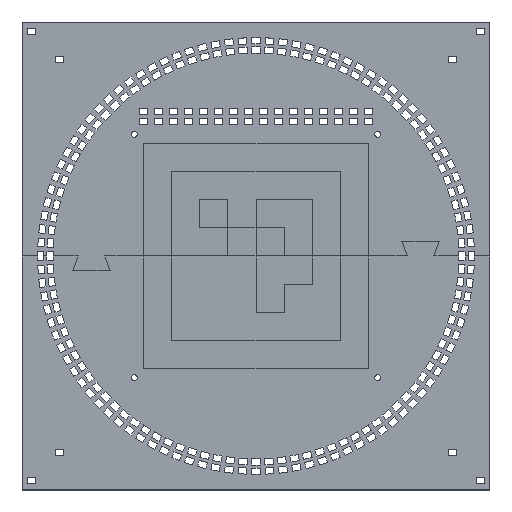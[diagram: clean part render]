
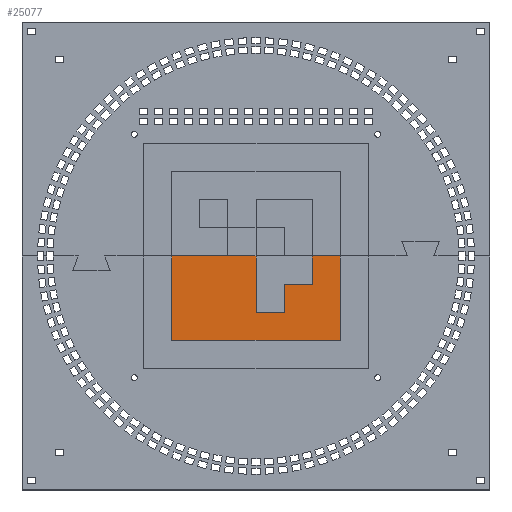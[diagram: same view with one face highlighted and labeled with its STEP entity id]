
A CAD part, top view. The second image highlights one B-rep face of the part: STEP entity #25077.
In plain terms, the highlighted planar face has unit normal (0, 0, 1).
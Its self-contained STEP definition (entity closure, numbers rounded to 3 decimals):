
#1227=FACE_OUTER_BOUND('',#2809,.T.);
#2809=EDGE_LOOP('',(#20661,#20662,#20663,#20664,#20665,#20666,#20667,#20668,
#20669,#20670));
#5386=LINE('',#36644,#8870);
#5392=LINE('',#36655,#8876);
#5393=LINE('',#36659,#8877);
#5397=LINE('',#36667,#8881);
#5400=LINE('',#36672,#8884);
#5403=LINE('',#36678,#8887);
#5421=LINE('',#36713,#8905);
#5422=LINE('',#36716,#8906);
#5431=LINE('',#36732,#8915);
#5432=LINE('',#36734,#8916);
#8870=VECTOR('',#30122,10.);
#8876=VECTOR('',#30130,10.);
#8877=VECTOR('',#30133,10.);
#8881=VECTOR('',#30139,10.);
#8884=VECTOR('',#30144,10.);
#8887=VECTOR('',#30151,10.);
#8905=VECTOR('',#30169,10.);
#8906=VECTOR('',#30172,10.);
#8915=VECTOR('',#30185,10.);
#8916=VECTOR('',#30188,10.);
#11699=VERTEX_POINT('',#36642);
#11700=VERTEX_POINT('',#36643);
#11704=VERTEX_POINT('',#36652);
#11705=VERTEX_POINT('',#36657);
#11706=VERTEX_POINT('',#36658);
#11709=VERTEX_POINT('',#36666);
#11711=VERTEX_POINT('',#36677);
#11728=VERTEX_POINT('',#36711);
#11729=VERTEX_POINT('',#36715);
#11734=VERTEX_POINT('',#36730);
#14682=EDGE_CURVE('',#11699,#11700,#5386,.T.);
#14688=EDGE_CURVE('',#11704,#11699,#5392,.T.);
#14689=EDGE_CURVE('',#11705,#11706,#5393,.T.);
#14693=EDGE_CURVE('',#11709,#11705,#5397,.T.);
#14696=EDGE_CURVE('',#11700,#11709,#5400,.T.);
#14699=EDGE_CURVE('',#11711,#11704,#5403,.T.);
#14717=EDGE_CURVE('',#11706,#11728,#5421,.T.);
#14718=EDGE_CURVE('',#11729,#11711,#5422,.T.);
#14727=EDGE_CURVE('',#11728,#11734,#5431,.T.);
#14728=EDGE_CURVE('',#11734,#11729,#5432,.T.);
#20661=ORIENTED_EDGE('',*,*,#14689,.T.);
#20662=ORIENTED_EDGE('',*,*,#14717,.T.);
#20663=ORIENTED_EDGE('',*,*,#14727,.T.);
#20664=ORIENTED_EDGE('',*,*,#14728,.T.);
#20665=ORIENTED_EDGE('',*,*,#14718,.T.);
#20666=ORIENTED_EDGE('',*,*,#14699,.T.);
#20667=ORIENTED_EDGE('',*,*,#14688,.T.);
#20668=ORIENTED_EDGE('',*,*,#14682,.T.);
#20669=ORIENTED_EDGE('',*,*,#14696,.T.);
#20670=ORIENTED_EDGE('',*,*,#14693,.T.);
#23882=PLANE('',#26289);
#25077=ADVANCED_FACE('',(#1227),#23882,.T.);
#26289=AXIS2_PLACEMENT_3D('',#37619,#30641,#30642);
#30122=DIRECTION('',(-1.,0.,0.));
#30130=DIRECTION('',(0.,-1.,0.));
#30133=DIRECTION('',(0.,1.,0.));
#30139=DIRECTION('',(-1.,0.,0.));
#30144=DIRECTION('',(0.,-1.,0.));
#30151=DIRECTION('',(-1.,0.,0.));
#30169=DIRECTION('',(-1.,0.,0.));
#30172=DIRECTION('',(0.,1.,0.));
#30185=DIRECTION('',(0.,-1.,0.));
#30188=DIRECTION('',(1.,0.,0.));
#30641=DIRECTION('center_axis',(0.,0.,1.));
#30642=DIRECTION('ref_axis',(1.,0.,0.));
#36642=CARTESIAN_POINT('',(155.,-140.,2.));
#36643=CARTESIAN_POINT('',(140.,-140.,2.));
#36644=CARTESIAN_POINT('',(140.,-140.,2.));
#36652=CARTESIAN_POINT('',(155.,-125.,2.));
#36655=CARTESIAN_POINT('',(155.,-110.,2.));
#36657=CARTESIAN_POINT('',(125.,-155.,2.));
#36658=CARTESIAN_POINT('',(125.,-125.,2.));
#36659=CARTESIAN_POINT('',(125.,-140.,2.));
#36666=CARTESIAN_POINT('',(140.,-155.,2.));
#36667=CARTESIAN_POINT('',(132.5,-155.,2.));
#36672=CARTESIAN_POINT('',(140.,-132.5,2.));
#36677=CARTESIAN_POINT('',(170.,-125.,2.));
#36678=CARTESIAN_POINT('',(84.588,-125.,2.));
#36711=CARTESIAN_POINT('',(80.,-125.,2.));
#36713=CARTESIAN_POINT('',(84.588,-125.,2.));
#36715=CARTESIAN_POINT('',(170.,-170.,2.));
#36716=CARTESIAN_POINT('',(170.,-147.5,2.));
#36730=CARTESIAN_POINT('',(80.,-170.,2.));
#36732=CARTESIAN_POINT('',(80.,-102.5,2.));
#36734=CARTESIAN_POINT('',(102.5,-170.,2.));
#37619=CARTESIAN_POINT('Origin',(125.,-125.,2.));
